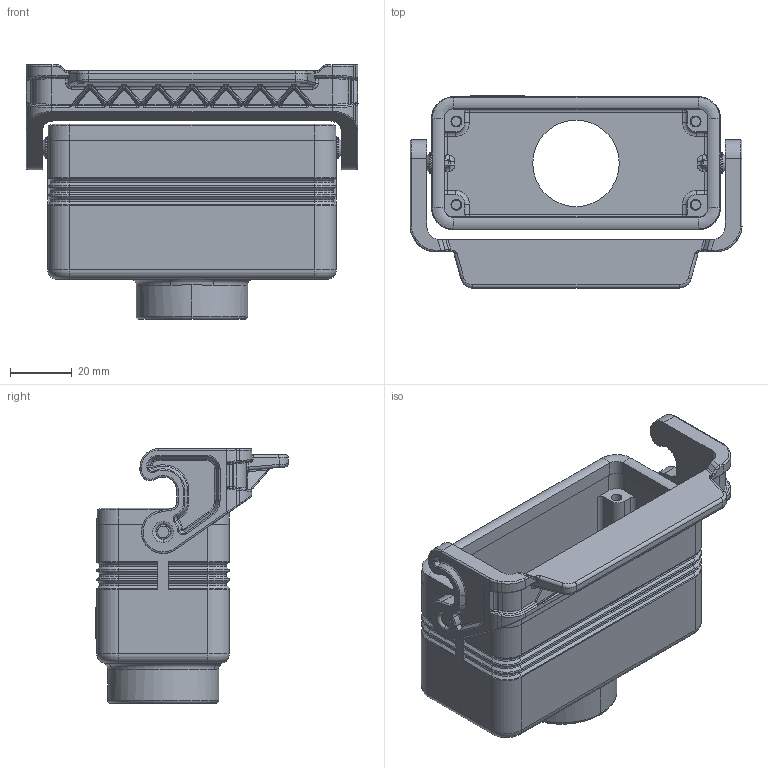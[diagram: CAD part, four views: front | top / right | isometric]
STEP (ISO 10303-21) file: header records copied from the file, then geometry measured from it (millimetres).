
FILE_DESCRIPTION(('Creo Elements/Direct Modeling STEP Export'),'2;1');
FILE_NAME('0ln7uvk5tno7ksh968','2023-11-15T16:30:39',(''),(''),'Creo Elements/Direct Modeling STEP processor for AP214 (Solid Model)','Creo Elements/Direct Modeling 20.1B 02-Apr-2019 (C) Parametric Technology GmbH','');
FILE_SCHEMA(('AUTOMOTIVE_DESIGN { 1 0 10303 214 1 1 1 1 }'));
Products named in the file (2): JMPV 16 LG32
Assembly tree (1 placements, depth 2):
  JMPV 16 LG32
    JMPV 16 LG32
Bounding box: 107.5 x 62.3 x 82.5 mm (x, y, z)
Volume: 77606.3 mm3; surface area: 45716.3 mm2
Topology: 1 solids, 1 shells, 999 faces, 2408 edges, 1413 vertices
Faces by surface type: cylinder 395, plane 246, bspline 184, torus 106, cone 56, sphere 12
Entity records: 83661 total; most frequent: CARTESIAN_POINT 54933, ORIENTED_EDGE 4788, DIRECTION 3744, EDGE_CURVE 2394, VERTEX_POINT 1413, AXIS2_PLACEMENT_3D 1362, VECTOR 1020, LINE 1020
